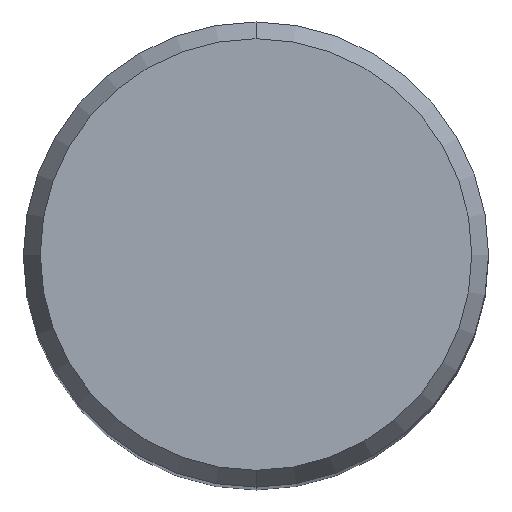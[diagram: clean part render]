
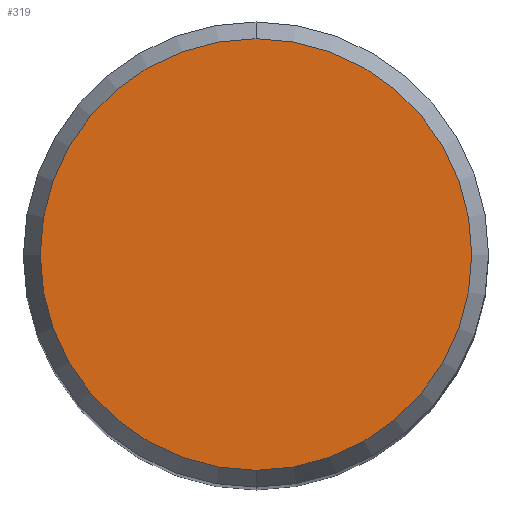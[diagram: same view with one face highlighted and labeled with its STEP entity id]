
A CAD part, top view. The second image highlights one B-rep face of the part: STEP entity #319.
In plain terms, the highlighted planar face has unit normal (0, 0, 1).
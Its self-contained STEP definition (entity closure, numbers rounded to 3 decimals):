
#277=EDGE_CURVE('',#355,#407,#581,.T.);
#319=ADVANCED_FACE('',(#626),#627,.T.);
#355=VERTEX_POINT('',#664);
#407=VERTEX_POINT('',#724);
#423=EDGE_CURVE('',#407,#355,#741,.T.);
#581=CIRCLE('',#1047,7.423);
#626=FACE_OUTER_BOUND('',#1134,.T.);
#627=PLANE('',#1135);
#664=CARTESIAN_POINT('',(0.,-7.423,56.268));
#724=CARTESIAN_POINT('',(0.0,7.423,56.268));
#741=CIRCLE('',#1361,7.423);
#1047=AXIS2_PLACEMENT_3D('',#1563,#1564,#1565);
#1134=EDGE_LOOP('',(#1615,#1616));
#1135=AXIS2_PLACEMENT_3D('',#1617,#1618,#1619);
#1361=AXIS2_PLACEMENT_3D('',#1735,#1736,#1737);
#1563=CARTESIAN_POINT('',(0.0,0.0,56.268));
#1564=DIRECTION('',(0.0,0.0,-1.0));
#1565=DIRECTION('',(0.0,1.0,0.0));
#1615=ORIENTED_EDGE('',*,*,#423,.F.);
#1616=ORIENTED_EDGE('',*,*,#277,.F.);
#1617=CARTESIAN_POINT('',(0.0,3.711,56.268));
#1618=DIRECTION('',(-0.0,0.0,1.0));
#1619=DIRECTION('',(0.0,-1.0,0.0));
#1735=CARTESIAN_POINT('',(0.0,0.0,56.268));
#1736=DIRECTION('',(0.0,0.0,-1.0));
#1737=DIRECTION('',(0.0,1.0,0.0));
